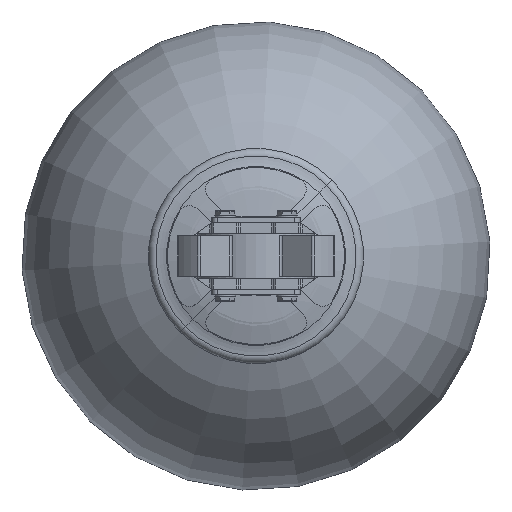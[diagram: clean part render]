
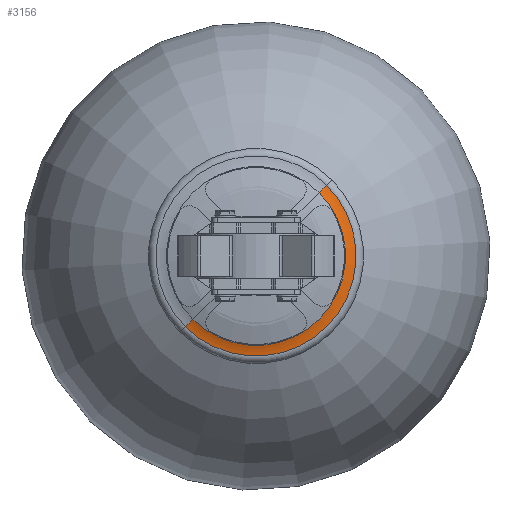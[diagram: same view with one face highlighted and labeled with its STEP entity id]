
A CAD part, front view. The second image highlights one B-rep face of the part: STEP entity #3156.
In plain terms, the highlighted toroidal (fillet/blend) face has major radius 96.618 mm and minor radius 45 mm.
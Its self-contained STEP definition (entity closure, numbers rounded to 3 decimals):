
#1656 = ORIENTED_EDGE ( 'NONE', *, *, #44195, .F. ) ;
#3156 = ADVANCED_FACE ( 'NONE', ( #25518 ), #12477, .F. ) ;
#3682 = DIRECTION ( 'NONE',  ( 0., 1., 0. ) ) ;
#3767 = DIRECTION ( 'NONE',  ( 0.706, 0., 0.708 ) ) ;
#5062 = EDGE_CURVE ( 'NONE', #29908, #67189, #53640, .T. ) ;
#6580 = AXIS2_PLACEMENT_3D ( 'NONE', #41513, #60558, #3767 ) ;
#7672 = CARTESIAN_POINT ( 'NONE',  ( -57.111, 297.82, -57.294 ) ) ;
#8463 = AXIS2_PLACEMENT_3D ( 'NONE', #21912, #3682, #10294 ) ;
#10294 = DIRECTION ( 'NONE',  ( 0.706, 0., 0.708 ) ) ;
#12477 = TOROIDAL_SURFACE ( 'NONE', #60125, 96.618, 45. ) ;
#13222 = DIRECTION ( 'NONE',  ( 0.706, 0., 0.708 ) ) ;
#17857 = AXIS2_PLACEMENT_3D ( 'NONE', #31867, #70054, #13222 ) ;
#21908 = CIRCLE ( 'NONE', #52495, 45. ) ;
#21912 = CARTESIAN_POINT ( 'NONE',  ( 0., 297.82, 0. ) ) ;
#25518 = FACE_OUTER_BOUND ( 'NONE', #37000, .T. ) ;
#26086 = VERTEX_POINT ( 'NONE', #7672 ) ;
#29908 = VERTEX_POINT ( 'NONE', #49660 ) ;
#31867 = CARTESIAN_POINT ( 'NONE',  ( 68.21, 255.656, 68.429 ) ) ;
#33685 = CIRCLE ( 'NONE', #8463, 80.897 ) ;
#34722 = ORIENTED_EDGE ( 'NONE', *, *, #64159, .T. ) ;
#35140 = EDGE_CURVE ( 'NONE', #35418, #26086, #21908, .T. ) ;
#35418 = VERTEX_POINT ( 'NONE', #73117 ) ;
#37000 = EDGE_LOOP ( 'NONE', ( #49515, #1656, #70900, #34722 ) ) ;
#38406 = DIRECTION ( 'NONE',  ( 0.706, 0., 0.708 ) ) ;
#41513 = CARTESIAN_POINT ( 'NONE',  ( 0., 300.238, 0. ) ) ;
#44195 = EDGE_CURVE ( 'NONE', #29908, #35418, #52939, .T. ) ;
#44646 = DIRECTION ( 'NONE',  ( 0., 1., 0. ) ) ;
#48368 = CARTESIAN_POINT ( 'NONE',  ( 57.111, 297.82, 57.294 ) ) ;
#49515 = ORIENTED_EDGE ( 'NONE', *, *, #35140, .F. ) ;
#49660 = CARTESIAN_POINT ( 'NONE',  ( 63.891, 300.238, 64.096 ) ) ;
#52495 = AXIS2_PLACEMENT_3D ( 'NONE', #81687, #61390, #80437 ) ;
#52939 = CIRCLE ( 'NONE', #6580, 90.5 ) ;
#53640 = CIRCLE ( 'NONE', #17857, 45. ) ;
#60125 = AXIS2_PLACEMENT_3D ( 'NONE', #77752, #44646, #38406 ) ;
#60558 = DIRECTION ( 'NONE',  ( 0., 1., 0. ) ) ;
#61390 = DIRECTION ( 'NONE',  ( 0.708, 0., -0.706 ) ) ;
#64159 = EDGE_CURVE ( 'NONE', #67189, #26086, #33685, .T. ) ;
#67189 = VERTEX_POINT ( 'NONE', #48368 ) ;
#70054 = DIRECTION ( 'NONE',  ( -0.708, 0., 0.706 ) ) ;
#70900 = ORIENTED_EDGE ( 'NONE', *, *, #5062, .T. ) ;
#73117 = CARTESIAN_POINT ( 'NONE',  ( -63.891, 300.238, -64.096 ) ) ;
#77752 = CARTESIAN_POINT ( 'NONE',  ( 0., 255.656, 0. ) ) ;
#80437 = DIRECTION ( 'NONE',  ( -0.706, 0., -0.708 ) ) ;
#81687 = CARTESIAN_POINT ( 'NONE',  ( -68.21, 255.656, -68.429 ) ) ;
